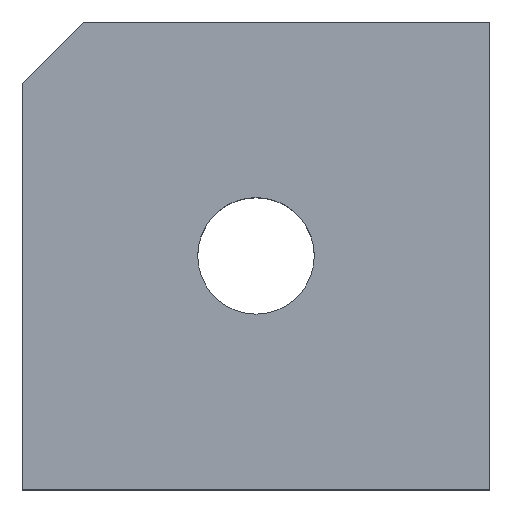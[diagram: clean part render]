
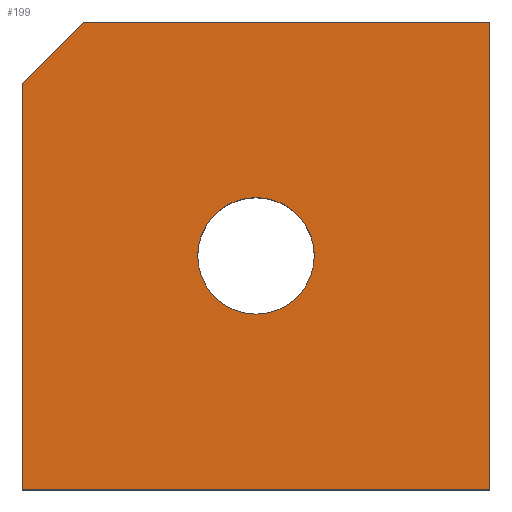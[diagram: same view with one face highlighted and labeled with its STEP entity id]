
A CAD part, top view. The second image highlights one B-rep face of the part: STEP entity #199.
In plain terms, the highlighted planar face has unit normal (0, 0, 1).
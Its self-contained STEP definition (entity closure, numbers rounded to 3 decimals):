
#24 = VERTEX_POINT('',#25);
#25 = CARTESIAN_POINT('',(-2.425,0.425,6.4));
#31 = EDGE_CURVE('',#24,#32,#34,.T.);
#32 = VERTEX_POINT('',#33);
#33 = CARTESIAN_POINT('',(-0.425,2.425,6.4));
#34 = LINE('',#35,#36);
#35 = CARTESIAN_POINT('',(-2.425,0.425,6.4));
#36 = VECTOR('',#37,1.);
#37 = DIRECTION('',(0.707,0.707,0.));
#64 = VERTEX_POINT('',#65);
#65 = CARTESIAN_POINT('',(-2.425,-12.825,6.4));
#71 = EDGE_CURVE('',#64,#24,#72,.T.);
#72 = LINE('',#73,#74);
#73 = CARTESIAN_POINT('',(-2.425,-12.825,6.4));
#74 = VECTOR('',#75,1.);
#75 = DIRECTION('',(0.,1.,0.));
#93 = EDGE_CURVE('',#32,#94,#96,.T.);
#94 = VERTEX_POINT('',#95);
#95 = CARTESIAN_POINT('',(12.825,2.425,6.4));
#96 = LINE('',#97,#98);
#97 = CARTESIAN_POINT('',(-0.425,2.425,6.4));
#98 = VECTOR('',#99,1.);
#99 = DIRECTION('',(1.,0.,0.));
#199 = ADVANCED_FACE('',(#200,#219),#230,.T.);
#200 = FACE_BOUND('',#201,.F.);
#201 = EDGE_LOOP('',(#202,#203,#204,#212,#218));
#202 = ORIENTED_EDGE('',*,*,#31,.T.);
#203 = ORIENTED_EDGE('',*,*,#93,.T.);
#204 = ORIENTED_EDGE('',*,*,#205,.T.);
#205 = EDGE_CURVE('',#94,#206,#208,.T.);
#206 = VERTEX_POINT('',#207);
#207 = CARTESIAN_POINT('',(12.825,-12.825,6.4));
#208 = LINE('',#209,#210);
#209 = CARTESIAN_POINT('',(12.825,2.425,6.4));
#210 = VECTOR('',#211,1.);
#211 = DIRECTION('',(0.,-1.,0.));
#212 = ORIENTED_EDGE('',*,*,#213,.T.);
#213 = EDGE_CURVE('',#206,#64,#214,.T.);
#214 = LINE('',#215,#216);
#215 = CARTESIAN_POINT('',(12.825,-12.825,6.4));
#216 = VECTOR('',#217,1.);
#217 = DIRECTION('',(-1.,0.,0.));
#218 = ORIENTED_EDGE('',*,*,#71,.T.);
#219 = FACE_BOUND('',#220,.F.);
#220 = EDGE_LOOP('',(#221));
#221 = ORIENTED_EDGE('',*,*,#222,.T.);
#222 = EDGE_CURVE('',#223,#223,#225,.T.);
#223 = VERTEX_POINT('',#224);
#224 = CARTESIAN_POINT('',(7.1,-5.2,6.4));
#225 = CIRCLE('',#226,1.9);
#226 = AXIS2_PLACEMENT_3D('',#227,#228,#229);
#227 = CARTESIAN_POINT('',(5.2,-5.2,6.4));
#228 = DIRECTION('',(0.,0.,1.));
#229 = DIRECTION('',(1.,0.,0.));
#230 = PLANE('',#231);
#231 = AXIS2_PLACEMENT_3D('',#232,#233,#234);
#232 = CARTESIAN_POINT('',(-2.425,0.425,6.4));
#233 = DIRECTION('',(0.,0.,1.));
#234 = DIRECTION('',(1.,0.,0.));
